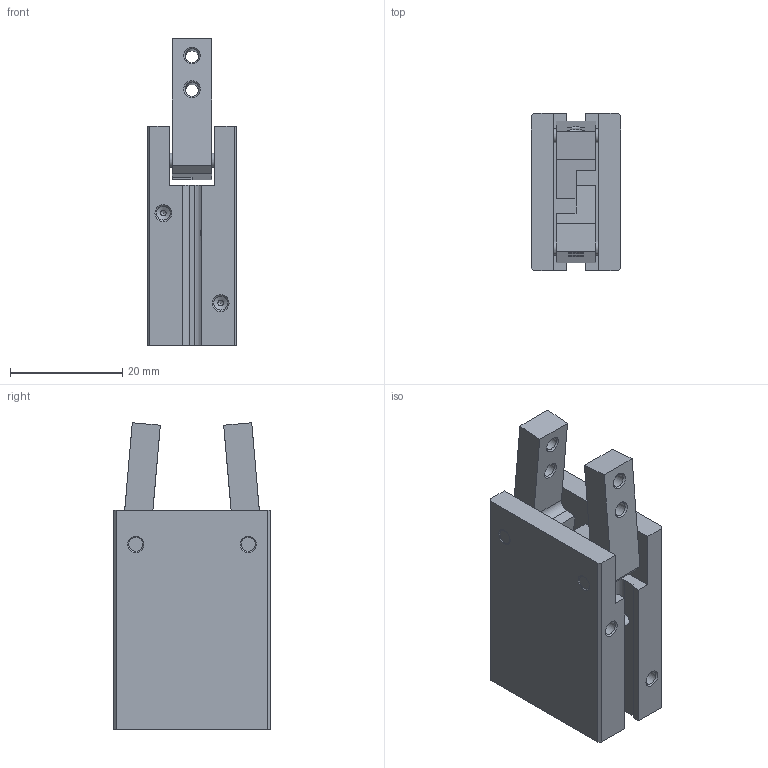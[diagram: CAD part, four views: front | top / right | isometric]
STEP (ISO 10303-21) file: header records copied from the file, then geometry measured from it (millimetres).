
FILE_DESCRIPTION( ( 'STEP AP214' ), '1' );
FILE_NAME( 'MCHA-12(-10).stp', '2020-01-31T15:27:42', ( '' ), ( '' ), ' ', 'PARTsolutions', ' ' );
FILE_SCHEMA( ( 'AUTOMOTIVE_DESIGN { 1 0 10303 214 1 1 1 1 }' ) );
Length unit declared in the file: millimetre
Products named in the file (3): MCHA-12(-10); _MCHA-12_(b); _MCHA-12_(g)
Assembly tree (3 placements, depth 2):
  MCHA-12(-10)
    _MCHA-12_(b)
    _MCHA-12_(g)  x2
Bounding box: 16 x 28 x 54.54 mm (x, y, z)
Volume: 15292 mm3; surface area: 7681.8 mm2
Topology: 3 solids, 3 shells, 122 faces, 317 edges, 204 vertices
Faces by surface type: plane 63, cylinder 31, cone 28
Full cylindrical faces by diameter (mm): 1 x2, 2.459 x12, 2.5 x8, 14 x1
Entity records: 3600 total; most frequent: CARTESIAN_POINT 503, DIRECTION 470, ORIENTED_EDGE 396, EDGE_CURVE 198, AXIS2_PLACEMENT_3D 171, EDGE_LOOP 160, VERTEX_POINT 156, LINE 128
